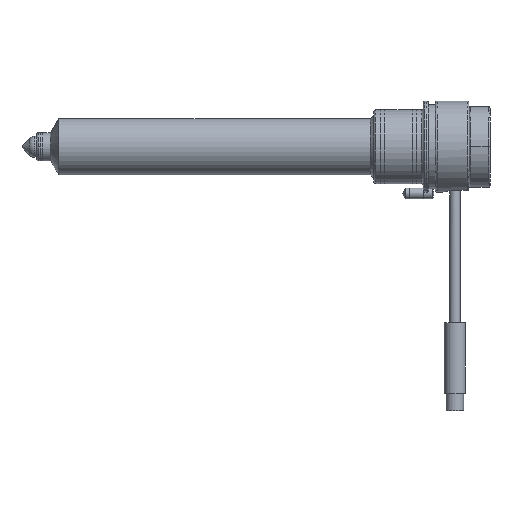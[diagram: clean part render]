
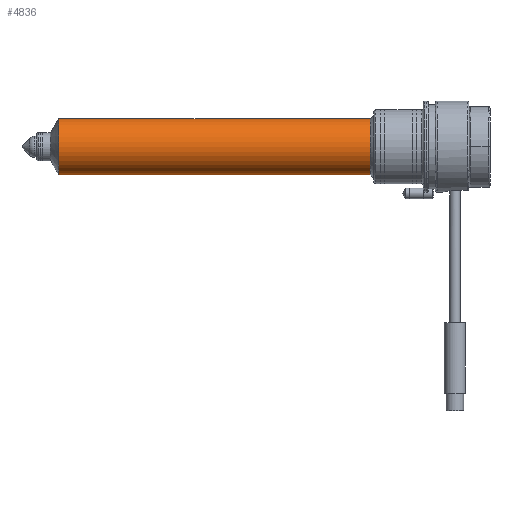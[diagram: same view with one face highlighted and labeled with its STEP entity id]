
A CAD part, top view. The second image highlights one B-rep face of the part: STEP entity #4836.
In plain terms, the highlighted cylindrical face has radius 8 mm (diameter 16 mm), a partial arc.
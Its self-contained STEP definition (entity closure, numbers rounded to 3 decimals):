
#50 = LINE ( 'NONE', #11924, #12857 ) ;
#410 = CARTESIAN_POINT ( 'NONE',  ( 0., 0., 0. ) ) ;
#609 = AXIS2_PLACEMENT_3D ( 'NONE', #410, #7202, #1660 ) ;
#1391 = DIRECTION ( 'NONE',  ( 0., 0., -1. ) ) ;
#1660 = DIRECTION ( 'NONE',  ( -1., 0., 0. ) ) ;
#1897 = EDGE_CURVE ( 'NONE', #10570, #2575, #50, .T. ) ;
#2023 = CARTESIAN_POINT ( 'NONE',  ( -8., 0., -10.436 ) ) ;
#2575 = VERTEX_POINT ( 'NONE', #12571 ) ;
#2586 = EDGE_CURVE ( 'NONE', #9045, #2575, #9123, .T. ) ;
#4836 = ADVANCED_FACE ( 'NONE', ( #11028 ), #14387, .T. ) ;
#5915 = CARTESIAN_POINT ( 'NONE',  ( 0., 0., -99. ) ) ;
#5987 = CARTESIAN_POINT ( 'NONE',  ( 8., 0., 0. ) ) ;
#7202 = DIRECTION ( 'NONE',  ( 0., 0., -1. ) ) ;
#7791 = CIRCLE ( 'NONE', #12366, 8. ) ;
#7989 = DIRECTION ( 'NONE',  ( 0., 0., -1. ) ) ;
#8295 = EDGE_LOOP ( 'NONE', ( #12266, #8370, #9142, #13637 ) ) ;
#8370 = ORIENTED_EDGE ( 'NONE', *, *, #12995, .T. ) ;
#8632 = EDGE_CURVE ( 'NONE', #10570, #13140, #7791, .T. ) ;
#9040 = CARTESIAN_POINT ( 'NONE',  ( 0., 0., -10.436 ) ) ;
#9045 = VERTEX_POINT ( 'NONE', #12903 ) ;
#9123 = CIRCLE ( 'NONE', #9438, 8. ) ;
#9142 = ORIENTED_EDGE ( 'NONE', *, *, #2586, .T. ) ;
#9438 = AXIS2_PLACEMENT_3D ( 'NONE', #5915, #12882, #9460 ) ;
#9460 = DIRECTION ( 'NONE',  ( -1., 0., 0. ) ) ;
#10414 = VECTOR ( 'NONE', #1391, 1000. ) ;
#10570 = VERTEX_POINT ( 'NONE', #2023 ) ;
#10767 = DIRECTION ( 'NONE',  ( 0., 0., -1. ) ) ;
#11028 = FACE_OUTER_BOUND ( 'NONE', #8295, .T. ) ;
#11924 = CARTESIAN_POINT ( 'NONE',  ( -8., 0., 0. ) ) ;
#12016 = CARTESIAN_POINT ( 'NONE',  ( 8., 0., -10.436 ) ) ;
#12266 = ORIENTED_EDGE ( 'NONE', *, *, #8632, .T. ) ;
#12366 = AXIS2_PLACEMENT_3D ( 'NONE', #9040, #7989, #14679 ) ;
#12369 = LINE ( 'NONE', #5987, #10414 ) ;
#12571 = CARTESIAN_POINT ( 'NONE',  ( -8., 0., -99. ) ) ;
#12857 = VECTOR ( 'NONE', #10767, 1000. ) ;
#12882 = DIRECTION ( 'NONE',  ( 0., 0., 1. ) ) ;
#12903 = CARTESIAN_POINT ( 'NONE',  ( 8., 0., -99. ) ) ;
#12995 = EDGE_CURVE ( 'NONE', #13140, #9045, #12369, .T. ) ;
#13140 = VERTEX_POINT ( 'NONE', #12016 ) ;
#13637 = ORIENTED_EDGE ( 'NONE', *, *, #1897, .F. ) ;
#14387 = CYLINDRICAL_SURFACE ( 'NONE', #609, 8. ) ;
#14679 = DIRECTION ( 'NONE',  ( -1., 0., 0. ) ) ;
